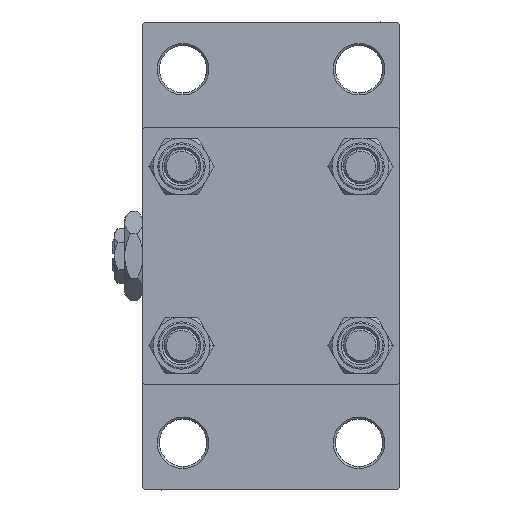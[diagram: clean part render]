
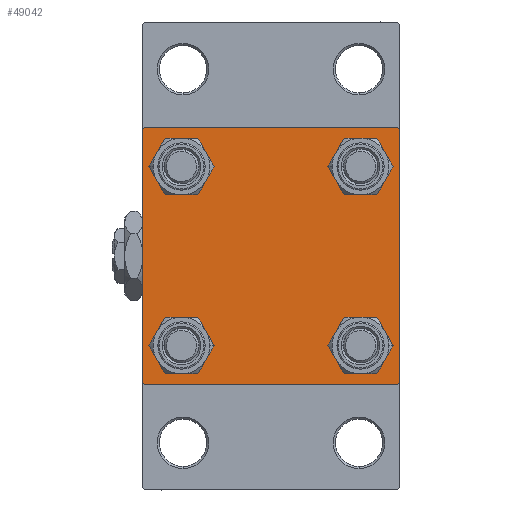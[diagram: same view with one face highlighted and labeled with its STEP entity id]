
A CAD part, left-side view. The second image highlights one B-rep face of the part: STEP entity #49042.
In plain terms, the highlighted planar face has unit normal (-1, 0, 0).
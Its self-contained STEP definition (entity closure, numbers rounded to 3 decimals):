
#14 = AXIS2_PLACEMENT_3D ( 'NONE', #18768, #30291, #45550 ) ;
#242 = AXIS2_PLACEMENT_3D ( 'NONE', #17679, #29444, #17916 ) ;
#303 = CARTESIAN_POINT ( 'NONE',  ( 0., -20.85, 25.35 ) ) ;
#729 = CARTESIAN_POINT ( 'NONE',  ( 0., 20.85, 20.85 ) ) ;
#1464 = CARTESIAN_POINT ( 'NONE',  ( 0., -20.85, -25.35 ) ) ;
#1480 = EDGE_LOOP ( 'NONE', ( #31512, #17229 ) ) ;
#1802 = ORIENTED_EDGE ( 'NONE', *, *, #20531, .T. ) ;
#2066 = DIRECTION ( 'NONE',  ( 0., 0., 1. ) ) ;
#3786 = FACE_BOUND ( 'NONE', #21703, .T. ) ;
#4033 = FACE_BOUND ( 'NONE', #1480, .T. ) ;
#5138 = DIRECTION ( 'NONE',  ( 1., 0., 0. ) ) ;
#5211 = EDGE_CURVE ( 'NONE', #48436, #12693, #23870, .T. ) ;
#5431 = ORIENTED_EDGE ( 'NONE', *, *, #25519, .T. ) ;
#5564 = EDGE_CURVE ( 'NONE', #38100, #45893, #43056, .T. ) ;
#5728 = ORIENTED_EDGE ( 'NONE', *, *, #17397, .T. ) ;
#6030 = LINE ( 'NONE', #21298, #41585 ) ;
#6316 = EDGE_CURVE ( 'NONE', #34850, #34572, #12805, .T. ) ;
#6593 = EDGE_CURVE ( 'NONE', #37143, #49257, #22290, .T. ) ;
#6752 = LINE ( 'NONE', #14509, #44635 ) ;
#7248 = DIRECTION ( 'NONE',  ( 0., 0., -1. ) ) ;
#8049 = CARTESIAN_POINT ( 'NONE',  ( 0., 30., 30. ) ) ;
#8236 = DIRECTION ( 'NONE',  ( 1., 0., 0. ) ) ;
#8482 = ORIENTED_EDGE ( 'NONE', *, *, #45344, .T. ) ;
#9783 = DIRECTION ( 'NONE',  ( 0., -1., 0. ) ) ;
#10408 = CIRCLE ( 'NONE', #14, 4.5 ) ;
#10582 = CARTESIAN_POINT ( 'NONE',  ( 0., 29.5, -30. ) ) ;
#10588 = CARTESIAN_POINT ( 'NONE',  ( 0., -20.85, 20.85 ) ) ;
#10694 = AXIS2_PLACEMENT_3D ( 'NONE', #26049, #30315, #33815 ) ;
#10800 = EDGE_LOOP ( 'NONE', ( #5431, #13457 ) ) ;
#10858 = DIRECTION ( 'NONE',  ( 0., 0., -1. ) ) ;
#11059 = AXIS2_PLACEMENT_3D ( 'NONE', #48766, #38249, #41237 ) ;
#11701 = CARTESIAN_POINT ( 'NONE',  ( 0., -30., 29.5 ) ) ;
#12535 = VERTEX_POINT ( 'NONE', #303 ) ;
#12669 = DIRECTION ( 'NONE',  ( 0., -1., 0. ) ) ;
#12693 = VERTEX_POINT ( 'NONE', #28589 ) ;
#12805 = LINE ( 'NONE', #8049, #43871 ) ;
#12946 = EDGE_CURVE ( 'NONE', #49257, #37143, #10408, .T. ) ;
#13106 = VECTOR ( 'NONE', #49080, 1000. ) ;
#13111 = CIRCLE ( 'NONE', #32311, 4.5 ) ;
#13309 = VERTEX_POINT ( 'NONE', #10582 ) ;
#13457 = ORIENTED_EDGE ( 'NONE', *, *, #5211, .T. ) ;
#13615 = DIRECTION ( 'NONE',  ( 1., 0., 0. ) ) ;
#13802 = CARTESIAN_POINT ( 'NONE',  ( 0., -20.85, -20.85 ) ) ;
#13993 = CARTESIAN_POINT ( 'NONE',  ( 0., 30., -29.5 ) ) ;
#14119 = ORIENTED_EDGE ( 'NONE', *, *, #48978, .T. ) ;
#14355 = DIRECTION ( 'NONE',  ( 0., 0., 1. ) ) ;
#14384 = EDGE_CURVE ( 'NONE', #13309, #42897, #35701, .T. ) ;
#14509 = CARTESIAN_POINT ( 'NONE',  ( 0., 30., 30. ) ) ;
#14538 = FACE_OUTER_BOUND ( 'NONE', #22941, .T. ) ;
#14607 = CARTESIAN_POINT ( 'NONE',  ( 0., -30., 30. ) ) ;
#15029 = EDGE_CURVE ( 'NONE', #28394, #13309, #6030, .T. ) ;
#15033 = CARTESIAN_POINT ( 'NONE',  ( 0., 20.85, -25.35 ) ) ;
#16134 = DIRECTION ( 'NONE',  ( 0., -0.707, 0.707 ) ) ;
#16864 = CARTESIAN_POINT ( 'NONE',  ( 0., -20.85, 20.85 ) ) ;
#17229 = ORIENTED_EDGE ( 'NONE', *, *, #23161, .T. ) ;
#17397 = EDGE_CURVE ( 'NONE', #42897, #36654, #42657, .T. ) ;
#17470 = ORIENTED_EDGE ( 'NONE', *, *, #15029, .T. ) ;
#17679 = CARTESIAN_POINT ( 'NONE',  ( 0., 20.85, -20.85 ) ) ;
#17916 = DIRECTION ( 'NONE',  ( 0., 0., 1. ) ) ;
#18768 = CARTESIAN_POINT ( 'NONE',  ( 0., 20.85, 20.85 ) ) ;
#18791 = CARTESIAN_POINT ( 'NONE',  ( 0., 29.75, 29.75 ) ) ;
#19503 = AXIS2_PLACEMENT_3D ( 'NONE', #13802, #28362, #2066 ) ;
#19876 = DIRECTION ( 'NONE',  ( 1., 0., 0. ) ) ;
#19933 = CARTESIAN_POINT ( 'NONE',  ( 0., 30., -30. ) ) ;
#20409 = DIRECTION ( 'NONE',  ( 0., 0., 1. ) ) ;
#20531 = EDGE_CURVE ( 'NONE', #35688, #34572, #42511, .T. ) ;
#21118 = CIRCLE ( 'NONE', #19503, 4.5 ) ;
#21298 = CARTESIAN_POINT ( 'NONE',  ( 0., 29.75, -29.75 ) ) ;
#21703 = EDGE_LOOP ( 'NONE', ( #31328, #8482 ) ) ;
#22290 = CIRCLE ( 'NONE', #45468, 4.5 ) ;
#22308 = FACE_BOUND ( 'NONE', #10800, .T. ) ;
#22552 = FACE_BOUND ( 'NONE', #32247, .T. ) ;
#22624 = LINE ( 'NONE', #14607, #26667 ) ;
#22900 = ORIENTED_EDGE ( 'NONE', *, *, #38536, .T. ) ;
#22941 = EDGE_LOOP ( 'NONE', ( #22900, #17470, #36752, #5728, #49477, #1802, #27436, #14119 ) ) ;
#23161 = EDGE_CURVE ( 'NONE', #45893, #38100, #31378, .T. ) ;
#23870 = CIRCLE ( 'NONE', #39852, 4.5 ) ;
#23878 = DIRECTION ( 'NONE',  ( 0., 0., 1. ) ) ;
#24174 = LINE ( 'NONE', #18791, #13106 ) ;
#25052 = DIRECTION ( 'NONE',  ( 0., -0.707, -0.707 ) ) ;
#25336 = ORIENTED_EDGE ( 'NONE', *, *, #6593, .T. ) ;
#25519 = EDGE_CURVE ( 'NONE', #12693, #48436, #21118, .T. ) ;
#26049 = CARTESIAN_POINT ( 'NONE',  ( 0., 0., 0. ) ) ;
#26417 = VECTOR ( 'NONE', #12669, 1000. ) ;
#26667 = VECTOR ( 'NONE', #10858, 1000. ) ;
#27436 = ORIENTED_EDGE ( 'NONE', *, *, #6316, .F. ) ;
#28136 = CARTESIAN_POINT ( 'NONE',  ( 0., 20.85, -16.35 ) ) ;
#28362 = DIRECTION ( 'NONE',  ( 1., 0., 0. ) ) ;
#28394 = VERTEX_POINT ( 'NONE', #13993 ) ;
#28589 = CARTESIAN_POINT ( 'NONE',  ( 0., -20.85, -16.35 ) ) ;
#28722 = CARTESIAN_POINT ( 'NONE',  ( 0., 30., 29.5 ) ) ;
#28903 = PLANE ( 'NONE',  #10694 ) ;
#29444 = DIRECTION ( 'NONE',  ( 1., 0., 0. ) ) ;
#30021 = DIRECTION ( 'NONE',  ( 0., 0.707, 0.707 ) ) ;
#30291 = DIRECTION ( 'NONE',  ( 1., 0., 0. ) ) ;
#30315 = DIRECTION ( 'NONE',  ( -1., 0., 0. ) ) ;
#31328 = ORIENTED_EDGE ( 'NONE', *, *, #38125, .T. ) ;
#31378 = CIRCLE ( 'NONE', #242, 4.5 ) ;
#31512 = ORIENTED_EDGE ( 'NONE', *, *, #5564, .T. ) ;
#32247 = EDGE_LOOP ( 'NONE', ( #33457, #25336 ) ) ;
#32311 = AXIS2_PLACEMENT_3D ( 'NONE', #10588, #13615, #14355 ) ;
#32905 = VECTOR ( 'NONE', #16134, 1000. ) ;
#33076 = CARTESIAN_POINT ( 'NONE',  ( 0., -30., -29.5 ) ) ;
#33457 = ORIENTED_EDGE ( 'NONE', *, *, #12946, .T. ) ;
#33815 = DIRECTION ( 'NONE',  ( 0., 0., 1. ) ) ;
#34572 = VERTEX_POINT ( 'NONE', #47767 ) ;
#34850 = VERTEX_POINT ( 'NONE', #42713 ) ;
#35688 = VERTEX_POINT ( 'NONE', #11701 ) ;
#35701 = LINE ( 'NONE', #19933, #26417 ) ;
#36654 = VERTEX_POINT ( 'NONE', #33076 ) ;
#36752 = ORIENTED_EDGE ( 'NONE', *, *, #14384, .T. ) ;
#36820 = CARTESIAN_POINT ( 'NONE',  ( 0., -20.85, -20.85 ) ) ;
#37143 = VERTEX_POINT ( 'NONE', #37892 ) ;
#37398 = VERTEX_POINT ( 'NONE', #44107 ) ;
#37892 = CARTESIAN_POINT ( 'NONE',  ( 0., 20.85, 16.35 ) ) ;
#38100 = VERTEX_POINT ( 'NONE', #28136 ) ;
#38125 = EDGE_CURVE ( 'NONE', #12535, #37398, #47014, .T. ) ;
#38249 = DIRECTION ( 'NONE',  ( 1., 0., 0. ) ) ;
#38527 = CARTESIAN_POINT ( 'NONE',  ( 0., -29.75, 29.75 ) ) ;
#38536 = EDGE_CURVE ( 'NONE', #46579, #28394, #6752, .T. ) ;
#38665 = CARTESIAN_POINT ( 'NONE',  ( 0., -29.75, -29.75 ) ) ;
#39852 = AXIS2_PLACEMENT_3D ( 'NONE', #36820, #5138, #20409 ) ;
#41237 = DIRECTION ( 'NONE',  ( 0., 0., 1. ) ) ;
#41585 = VECTOR ( 'NONE', #25052, 1000. ) ;
#42511 = LINE ( 'NONE', #38527, #44089 ) ;
#42657 = LINE ( 'NONE', #38665, #32905 ) ;
#42713 = CARTESIAN_POINT ( 'NONE',  ( 0., 29.5, 30. ) ) ;
#42897 = VERTEX_POINT ( 'NONE', #48941 ) ;
#43056 = CIRCLE ( 'NONE', #11059, 4.5 ) ;
#43802 = AXIS2_PLACEMENT_3D ( 'NONE', #16864, #19876, #23878 ) ;
#43871 = VECTOR ( 'NONE', #9783, 1000. ) ;
#44089 = VECTOR ( 'NONE', #30021, 1000. ) ;
#44107 = CARTESIAN_POINT ( 'NONE',  ( 0., -20.85, 16.35 ) ) ;
#44635 = VECTOR ( 'NONE', #7248, 1000. ) ;
#45344 = EDGE_CURVE ( 'NONE', #37398, #12535, #13111, .T. ) ;
#45468 = AXIS2_PLACEMENT_3D ( 'NONE', #729, #8236, #47036 ) ;
#45550 = DIRECTION ( 'NONE',  ( 0., 0., 1. ) ) ;
#45893 = VERTEX_POINT ( 'NONE', #15033 ) ;
#46579 = VERTEX_POINT ( 'NONE', #28722 ) ;
#47014 = CIRCLE ( 'NONE', #43802, 4.5 ) ;
#47036 = DIRECTION ( 'NONE',  ( 0., 0., 1. ) ) ;
#47562 = CARTESIAN_POINT ( 'NONE',  ( 0., 20.85, 25.35 ) ) ;
#47767 = CARTESIAN_POINT ( 'NONE',  ( 0., -29.5, 30. ) ) ;
#48036 = EDGE_CURVE ( 'NONE', #35688, #36654, #22624, .T. ) ;
#48436 = VERTEX_POINT ( 'NONE', #1464 ) ;
#48766 = CARTESIAN_POINT ( 'NONE',  ( 0., 20.85, -20.85 ) ) ;
#48941 = CARTESIAN_POINT ( 'NONE',  ( 0., -29.5, -30. ) ) ;
#48978 = EDGE_CURVE ( 'NONE', #34850, #46579, #24174, .T. ) ;
#49042 = ADVANCED_FACE ( 'NONE', ( #3786, #22308, #4033, #22552, #14538 ), #28903, .T. ) ;
#49080 = DIRECTION ( 'NONE',  ( 0., 0.707, -0.707 ) ) ;
#49257 = VERTEX_POINT ( 'NONE', #47562 ) ;
#49477 = ORIENTED_EDGE ( 'NONE', *, *, #48036, .F. ) ;
